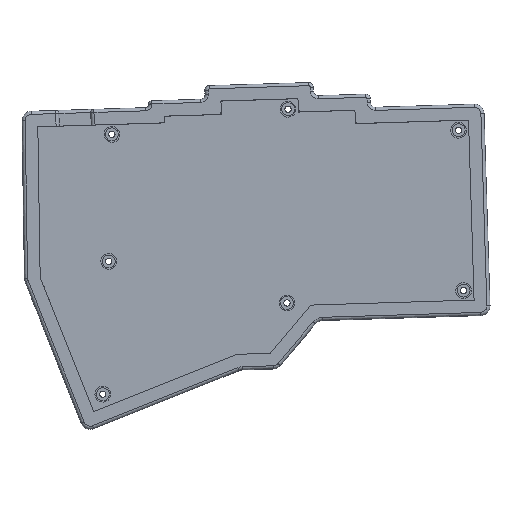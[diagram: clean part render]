
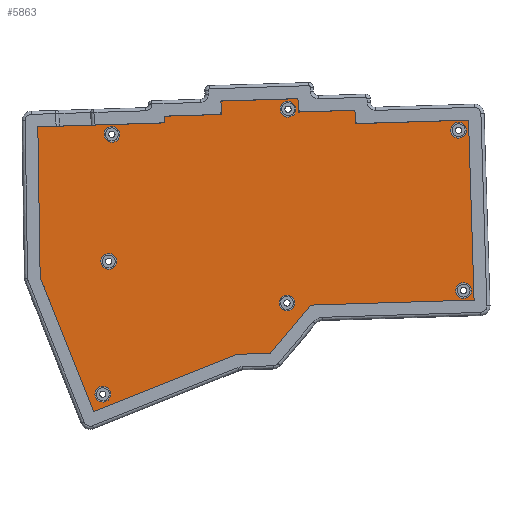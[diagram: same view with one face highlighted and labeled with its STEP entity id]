
A CAD part, top view. The second image highlights one B-rep face of the part: STEP entity #5863.
In plain terms, the highlighted planar face has unit normal (0, 0, 1).
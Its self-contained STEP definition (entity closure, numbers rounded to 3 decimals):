
#5322=CARTESIAN_POINT('',(-28.474,-56.173,1.5));
#5323=VERTEX_POINT('',#5322);
#5330=CARTESIAN_POINT('',(-45.476,-13.331,1.5));
#5331=VERTEX_POINT('',#5330);
#5332=CARTESIAN_POINT('',(-28.474,-56.173,1.5));
#5333=DIRECTION('',(-0.369,0.929,0.));
#5334=VECTOR('',#5333,46.093);
#5335=LINE('',#5332,#5334);
#5336=EDGE_CURVE('',#5323,#5331,#5335,.T.);
#5354=CARTESIAN_POINT('',(-46.218,34.453,1.5));
#5355=VERTEX_POINT('',#5354);
#5356=CARTESIAN_POINT('',(-45.476,-13.331,1.5));
#5357=DIRECTION('',(-0.016,1.,0.));
#5358=VECTOR('',#5357,47.789);
#5359=LINE('',#5356,#5358);
#5360=EDGE_CURVE('',#5331,#5355,#5359,.T.);
#5378=CARTESIAN_POINT('',(-5.772,35.708,1.5));
#5379=VERTEX_POINT('',#5378);
#5380=CARTESIAN_POINT('',(-46.218,34.453,1.5));
#5381=DIRECTION('',(1.,0.031,0.));
#5382=VECTOR('',#5381,40.465);
#5383=LINE('',#5380,#5382);
#5384=EDGE_CURVE('',#5355,#5379,#5383,.T.);
#5402=CARTESIAN_POINT('',(-5.838,37.832,1.5));
#5403=VERTEX_POINT('',#5402);
#5404=CARTESIAN_POINT('',(-5.772,35.708,1.5));
#5405=DIRECTION('',(-0.031,1.,0.));
#5406=VECTOR('',#5405,2.125);
#5407=LINE('',#5404,#5406);
#5408=EDGE_CURVE('',#5379,#5403,#5407,.T.);
#5426=CARTESIAN_POINT('',(12.153,38.39,1.5));
#5427=VERTEX_POINT('',#5426);
#5428=CARTESIAN_POINT('',(-5.838,37.832,1.5));
#5429=DIRECTION('',(1.,0.031,0.));
#5430=VECTOR('',#5429,18.);
#5431=LINE('',#5428,#5430);
#5432=EDGE_CURVE('',#5403,#5427,#5431,.T.);
#5450=CARTESIAN_POINT('',(12.021,42.638,1.5));
#5451=VERTEX_POINT('',#5450);
#5452=CARTESIAN_POINT('',(12.153,38.39,1.5));
#5453=DIRECTION('',(-0.031,1.,0.));
#5454=VECTOR('',#5453,4.25);
#5455=LINE('',#5452,#5454);
#5456=EDGE_CURVE('',#5427,#5451,#5455,.T.);
#5474=CARTESIAN_POINT('',(36.509,43.397,1.5));
#5475=VERTEX_POINT('',#5474);
#5476=CARTESIAN_POINT('',(12.021,42.638,1.5));
#5477=DIRECTION('',(1.,0.031,0.));
#5478=VECTOR('',#5477,24.5);
#5479=LINE('',#5476,#5478);
#5480=EDGE_CURVE('',#5451,#5475,#5479,.T.);
#5498=CARTESIAN_POINT('',(36.641,39.15,1.5));
#5499=VERTEX_POINT('',#5498);
#5500=CARTESIAN_POINT('',(36.509,43.397,1.5));
#5501=DIRECTION('',(0.031,-1.,0.));
#5502=VECTOR('',#5501,4.25);
#5503=LINE('',#5500,#5502);
#5504=EDGE_CURVE('',#5475,#5499,#5503,.T.);
#5522=CARTESIAN_POINT('',(54.633,39.708,1.5));
#5523=VERTEX_POINT('',#5522);
#5524=CARTESIAN_POINT('',(36.641,39.15,1.5));
#5525=DIRECTION('',(1.,0.031,0.));
#5526=VECTOR('',#5525,18.);
#5527=LINE('',#5524,#5526);
#5528=EDGE_CURVE('',#5499,#5523,#5527,.T.);
#5546=CARTESIAN_POINT('',(54.764,35.46,1.5));
#5547=VERTEX_POINT('',#5546);
#5548=CARTESIAN_POINT('',(54.633,39.708,1.5));
#5549=DIRECTION('',(0.031,-1.,0.));
#5550=VECTOR('',#5549,4.25);
#5551=LINE('',#5548,#5550);
#5552=EDGE_CURVE('',#5523,#5547,#5551,.T.);
#5570=CARTESIAN_POINT('',(90.747,36.576,1.5));
#5571=VERTEX_POINT('',#5570);
#5572=CARTESIAN_POINT('',(54.764,35.46,1.5));
#5573=DIRECTION('',(1.,0.031,0.));
#5574=VECTOR('',#5573,36.);
#5575=LINE('',#5572,#5574);
#5576=EDGE_CURVE('',#5547,#5571,#5575,.T.);
#5594=CARTESIAN_POINT('',(92.523,-20.646,1.5));
#5595=VERTEX_POINT('',#5594);
#5596=CARTESIAN_POINT('',(90.747,36.576,1.5));
#5597=DIRECTION('',(0.031,-1.,0.));
#5598=VECTOR('',#5597,57.25);
#5599=LINE('',#5596,#5598);
#5600=EDGE_CURVE('',#5571,#5595,#5599,.T.);
#5618=CARTESIAN_POINT('',(40.545,-22.259,1.5));
#5619=VERTEX_POINT('',#5618);
#5620=CARTESIAN_POINT('',(92.523,-20.646,1.5));
#5621=DIRECTION('',(-1.,-0.031,0.));
#5622=VECTOR('',#5621,52.002);
#5623=LINE('',#5620,#5622);
#5624=EDGE_CURVE('',#5595,#5619,#5623,.T.);
#5642=CARTESIAN_POINT('',(27.641,-37.586,1.5));
#5643=VERTEX_POINT('',#5642);
#5644=CARTESIAN_POINT('',(40.545,-22.259,1.5));
#5645=DIRECTION('',(-0.644,-0.765,0.));
#5646=VECTOR('',#5645,20.036);
#5647=LINE('',#5644,#5646);
#5648=EDGE_CURVE('',#5619,#5643,#5647,.T.);
#5666=CARTESIAN_POINT('',(17.232,-37.909,1.5));
#5667=VERTEX_POINT('',#5666);
#5668=CARTESIAN_POINT('',(27.641,-37.586,1.5));
#5669=DIRECTION('',(-1.,-0.031,0.));
#5670=VECTOR('',#5669,10.414);
#5671=LINE('',#5668,#5670);
#5672=EDGE_CURVE('',#5643,#5667,#5671,.T.);
#5690=CARTESIAN_POINT('',(17.232,-37.909,1.5));
#5691=DIRECTION('',(-0.929,-0.371,0.));
#5692=VECTOR('',#5691,49.22);
#5693=LINE('',#5690,#5692);
#5694=EDGE_CURVE('',#5667,#5323,#5693,.T.);
#5700=CARTESIAN_POINT('',(88.06,34.492,1.5));
#5701=DIRECTION('',(0.,0.,1.));
#5702=DIRECTION('',(-1.,-0.031,0.));
#5703=AXIS2_PLACEMENT_3D('',#5700,#5701,#5702);
#5704=PLANE('',#5703);
#5705=CARTESIAN_POINT('',(35.861,40.107,1.5));
#5706=VERTEX_POINT('',#5705);
#5707=CARTESIAN_POINT('',(30.864,39.952,1.5));
#5708=VERTEX_POINT('',#5707);
#5709=CARTESIAN_POINT('',(33.362,40.029,1.5));
#5710=DIRECTION('',(0.,-0.,1.));
#5711=DIRECTION('',(-1.,-0.031,0.));
#5712=AXIS2_PLACEMENT_3D('',#5709,#5710,#5711);
#5713=CIRCLE('',#5712,2.5);
#5714=EDGE_CURVE('',#5706,#5708,#5713,.T.);
#5715=ORIENTED_EDGE('',*,*,#5714,.F.);
#5716=CARTESIAN_POINT('',(33.362,40.029,1.5));
#5717=DIRECTION('',(0.,-0.,1.));
#5718=DIRECTION('',(-1.,-0.031,0.));
#5719=AXIS2_PLACEMENT_3D('',#5716,#5717,#5718);
#5720=CIRCLE('',#5719,2.5);
#5721=EDGE_CURVE('',#5708,#5706,#5720,.T.);
#5722=ORIENTED_EDGE('',*,*,#5721,.F.);
#5723=EDGE_LOOP('',(#5715,#5722));
#5724=FACE_BOUND('',#5723,.T.);
#5725=CARTESIAN_POINT('',(-20.171,32.134,1.5));
#5726=VERTEX_POINT('',#5725);
#5727=CARTESIAN_POINT('',(-25.168,31.979,1.5));
#5728=VERTEX_POINT('',#5727);
#5729=CARTESIAN_POINT('',(-22.669,32.057,1.5));
#5730=DIRECTION('',(0.,-0.,1.));
#5731=DIRECTION('',(-1.,-0.031,0.));
#5732=AXIS2_PLACEMENT_3D('',#5729,#5730,#5731);
#5733=CIRCLE('',#5732,2.5);
#5734=EDGE_CURVE('',#5726,#5728,#5733,.T.);
#5735=ORIENTED_EDGE('',*,*,#5734,.F.);
#5736=CARTESIAN_POINT('',(-22.669,32.057,1.5));
#5737=DIRECTION('',(0.,-0.,1.));
#5738=DIRECTION('',(-1.,-0.031,0.));
#5739=AXIS2_PLACEMENT_3D('',#5736,#5737,#5738);
#5740=CIRCLE('',#5739,2.5);
#5741=EDGE_CURVE('',#5728,#5726,#5740,.T.);
#5742=ORIENTED_EDGE('',*,*,#5741,.F.);
#5743=EDGE_LOOP('',(#5735,#5742));
#5744=FACE_BOUND('',#5743,.T.);
#5745=CARTESIAN_POINT('',(35.521,-21.486,1.5));
#5746=VERTEX_POINT('',#5745);
#5747=CARTESIAN_POINT('',(30.524,-21.641,1.5));
#5748=VERTEX_POINT('',#5747);
#5749=CARTESIAN_POINT('',(33.022,-21.564,1.5));
#5750=DIRECTION('',(0.,-0.,1.));
#5751=DIRECTION('',(-1.,-0.031,0.));
#5752=AXIS2_PLACEMENT_3D('',#5749,#5750,#5751);
#5753=CIRCLE('',#5752,2.5);
#5754=EDGE_CURVE('',#5746,#5748,#5753,.T.);
#5755=ORIENTED_EDGE('',*,*,#5754,.F.);
#5756=CARTESIAN_POINT('',(33.022,-21.564,1.5));
#5757=DIRECTION('',(0.,-0.,1.));
#5758=DIRECTION('',(-1.,-0.031,0.));
#5759=AXIS2_PLACEMENT_3D('',#5756,#5757,#5758);
#5760=CIRCLE('',#5759,2.5);
#5761=EDGE_CURVE('',#5748,#5746,#5760,.T.);
#5762=ORIENTED_EDGE('',*,*,#5761,.F.);
#5763=EDGE_LOOP('',(#5755,#5762));
#5764=FACE_BOUND('',#5763,.T.);
#5765=CARTESIAN_POINT('',(-23.057,-50.495,1.5));
#5766=VERTEX_POINT('',#5765);
#5767=CARTESIAN_POINT('',(-28.055,-50.65,1.5));
#5768=VERTEX_POINT('',#5767);
#5769=CARTESIAN_POINT('',(-25.556,-50.572,1.5));
#5770=DIRECTION('',(0.,-0.,1.));
#5771=DIRECTION('',(-1.,-0.031,0.));
#5772=AXIS2_PLACEMENT_3D('',#5769,#5770,#5771);
#5773=CIRCLE('',#5772,2.5);
#5774=EDGE_CURVE('',#5766,#5768,#5773,.T.);
#5775=ORIENTED_EDGE('',*,*,#5774,.F.);
#5776=CARTESIAN_POINT('',(-25.556,-50.572,1.5));
#5777=DIRECTION('',(0.,-0.,1.));
#5778=DIRECTION('',(-1.,-0.031,0.));
#5779=AXIS2_PLACEMENT_3D('',#5776,#5777,#5778);
#5780=CIRCLE('',#5779,2.5);
#5781=EDGE_CURVE('',#5768,#5766,#5780,.T.);
#5782=ORIENTED_EDGE('',*,*,#5781,.F.);
#5783=EDGE_LOOP('',(#5775,#5782));
#5784=FACE_BOUND('',#5783,.T.);
#5785=CARTESIAN_POINT('',(-21.167,-8.291,1.5));
#5786=VERTEX_POINT('',#5785);
#5787=CARTESIAN_POINT('',(-26.165,-8.446,1.5));
#5788=VERTEX_POINT('',#5787);
#5789=CARTESIAN_POINT('',(-23.666,-8.369,1.5));
#5790=DIRECTION('',(0.,-0.,1.));
#5791=DIRECTION('',(-1.,-0.031,0.));
#5792=AXIS2_PLACEMENT_3D('',#5789,#5790,#5791);
#5793=CIRCLE('',#5792,2.5);
#5794=EDGE_CURVE('',#5786,#5788,#5793,.T.);
#5795=ORIENTED_EDGE('',*,*,#5794,.F.);
#5796=CARTESIAN_POINT('',(-23.666,-8.369,1.5));
#5797=DIRECTION('',(0.,-0.,1.));
#5798=DIRECTION('',(-1.,-0.031,0.));
#5799=AXIS2_PLACEMENT_3D('',#5796,#5797,#5798);
#5800=CIRCLE('',#5799,2.5);
#5801=EDGE_CURVE('',#5788,#5786,#5800,.T.);
#5802=ORIENTED_EDGE('',*,*,#5801,.F.);
#5803=EDGE_LOOP('',(#5795,#5802));
#5804=FACE_BOUND('',#5803,.T.);
#5805=CARTESIAN_POINT('',(86.678,-17.701,1.5));
#5806=VERTEX_POINT('',#5805);
#5807=CARTESIAN_POINT('',(91.676,-17.546,1.5));
#5808=VERTEX_POINT('',#5807);
#5809=CARTESIAN_POINT('',(89.177,-17.624,1.5));
#5810=DIRECTION('',(-0.,0.,-1.));
#5811=DIRECTION('',(-1.,-0.031,0.));
#5812=AXIS2_PLACEMENT_3D('',#5809,#5810,#5811);
#5813=CIRCLE('',#5812,2.5);
#5814=EDGE_CURVE('',#5806,#5808,#5813,.T.);
#5815=ORIENTED_EDGE('',*,*,#5814,.T.);
#5816=CARTESIAN_POINT('',(89.177,-17.624,1.5));
#5817=DIRECTION('',(-0.,0.,-1.));
#5818=DIRECTION('',(-1.,-0.031,0.));
#5819=AXIS2_PLACEMENT_3D('',#5816,#5817,#5818);
#5820=CIRCLE('',#5819,2.5);
#5821=EDGE_CURVE('',#5808,#5806,#5820,.T.);
#5822=ORIENTED_EDGE('',*,*,#5821,.T.);
#5823=EDGE_LOOP('',(#5815,#5822));
#5824=FACE_BOUND('',#5823,.T.);
#5825=CARTESIAN_POINT('',(90.094,33.429,1.5));
#5826=VERTEX_POINT('',#5825);
#5827=CARTESIAN_POINT('',(85.097,33.274,1.5));
#5828=VERTEX_POINT('',#5827);
#5829=CARTESIAN_POINT('',(87.596,33.352,1.5));
#5830=DIRECTION('',(0.,-0.,1.));
#5831=DIRECTION('',(-1.,-0.031,0.));
#5832=AXIS2_PLACEMENT_3D('',#5829,#5830,#5831);
#5833=CIRCLE('',#5832,2.5);
#5834=EDGE_CURVE('',#5826,#5828,#5833,.T.);
#5835=ORIENTED_EDGE('',*,*,#5834,.F.);
#5836=CARTESIAN_POINT('',(87.596,33.352,1.5));
#5837=DIRECTION('',(0.,-0.,1.));
#5838=DIRECTION('',(-1.,-0.031,0.));
#5839=AXIS2_PLACEMENT_3D('',#5836,#5837,#5838);
#5840=CIRCLE('',#5839,2.5);
#5841=EDGE_CURVE('',#5828,#5826,#5840,.T.);
#5842=ORIENTED_EDGE('',*,*,#5841,.F.);
#5843=EDGE_LOOP('',(#5835,#5842));
#5844=FACE_BOUND('',#5843,.T.);
#5845=ORIENTED_EDGE('',*,*,#5336,.F.);
#5846=ORIENTED_EDGE('',*,*,#5694,.F.);
#5847=ORIENTED_EDGE('',*,*,#5672,.F.);
#5848=ORIENTED_EDGE('',*,*,#5648,.F.);
#5849=ORIENTED_EDGE('',*,*,#5624,.F.);
#5850=ORIENTED_EDGE('',*,*,#5600,.F.);
#5851=ORIENTED_EDGE('',*,*,#5576,.F.);
#5852=ORIENTED_EDGE('',*,*,#5552,.F.);
#5853=ORIENTED_EDGE('',*,*,#5528,.F.);
#5854=ORIENTED_EDGE('',*,*,#5504,.F.);
#5855=ORIENTED_EDGE('',*,*,#5480,.F.);
#5856=ORIENTED_EDGE('',*,*,#5456,.F.);
#5857=ORIENTED_EDGE('',*,*,#5432,.F.);
#5858=ORIENTED_EDGE('',*,*,#5408,.F.);
#5859=ORIENTED_EDGE('',*,*,#5384,.F.);
#5860=ORIENTED_EDGE('',*,*,#5360,.F.);
#5861=EDGE_LOOP('',(#5845,#5846,#5847,#5848,#5849,#5850,#5851,#5852,#5853,#5854,#5855,#5856,#5857,#5858,#5859,#5860));
#5862=FACE_BOUND('',#5861,.T.);
#5863=ADVANCED_FACE('',(#5724,#5744,#5764,#5784,#5804,#5824,#5844,#5862),#5704,.T.);
